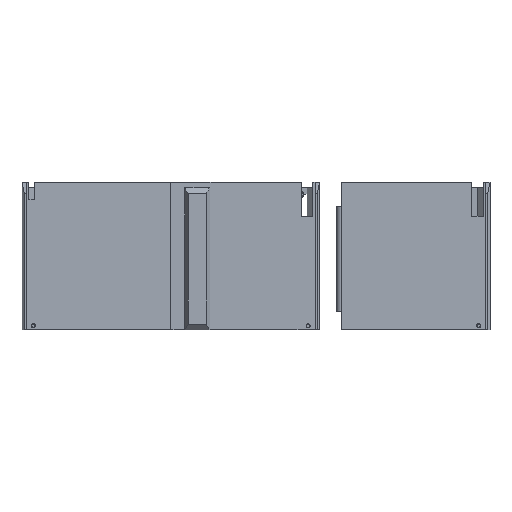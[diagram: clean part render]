
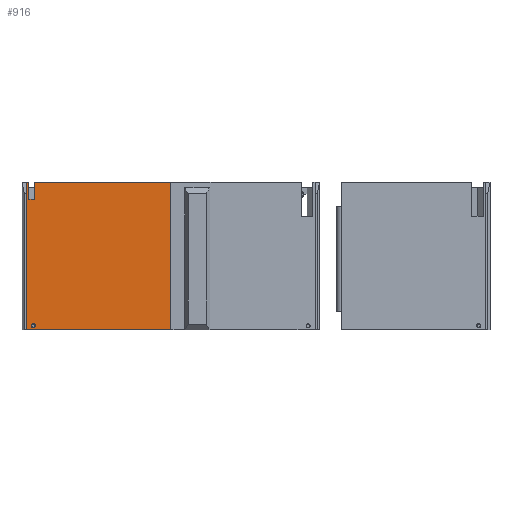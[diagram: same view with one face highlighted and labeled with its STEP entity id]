
A CAD part, top view. The second image highlights one B-rep face of the part: STEP entity #916.
In plain terms, the highlighted planar face has unit normal (0, 0, 1).
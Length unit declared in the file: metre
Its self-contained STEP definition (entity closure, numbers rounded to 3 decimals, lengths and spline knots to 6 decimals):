
#916 = ADVANCED_FACE( '', ( #2210, #2211 ), #2212, .F. );
#2210 = FACE_OUTER_BOUND( '', #3983, .T. );
#2211 = FACE_BOUND( '', #3984, .T. );
#2212 = PLANE( '', #3985 );
#3983 = EDGE_LOOP( '', ( #6534, #6535, #6536, #6537, #6538, #6539, #6540, #6541 ) );
#3984 = EDGE_LOOP( '', ( #6542 ) );
#3985 = AXIS2_PLACEMENT_3D( '', #6543, #6544, #6545 );
#6534 = ORIENTED_EDGE( '', *, *, #9655, .T. );
#6535 = ORIENTED_EDGE( '', *, *, #8959, .T. );
#6536 = ORIENTED_EDGE( '', *, *, #9656, .T. );
#6537 = ORIENTED_EDGE( '', *, *, #9463, .T. );
#6538 = ORIENTED_EDGE( '', *, *, #9221, .T. );
#6539 = ORIENTED_EDGE( '', *, *, #9657, .T. );
#6540 = ORIENTED_EDGE( '', *, *, #9658, .F. );
#6541 = ORIENTED_EDGE( '', *, *, #9659, .F. );
#6542 = ORIENTED_EDGE( '', *, *, #9660, .T. );
#6543 = CARTESIAN_POINT( '', ( -0.047571, 0.774616, 0.034 ) );
#6544 = DIRECTION( '', ( 0., 0., -1. ) );
#6545 = DIRECTION( '', ( 1., 0., 0. ) );
#8959 = EDGE_CURVE( '', #10469, #10467, #10470, .T. );
#9221 = EDGE_CURVE( '', #10914, #10749, #10919, .T. );
#9463 = EDGE_CURVE( '', #11313, #10914, #11314, .T. );
#9655 = EDGE_CURVE( '', #11607, #10469, #11608, .T. );
#9656 = EDGE_CURVE( '', #10467, #11313, #11609, .T. );
#9657 = EDGE_CURVE( '', #10749, #11610, #11611, .T. );
#9658 = EDGE_CURVE( '', #11612, #11610, #11613, .T. );
#9659 = EDGE_CURVE( '', #11607, #11612, #11614, .T. );
#9660 = EDGE_CURVE( '', #11615, #11615, #11616, .T. );
#10467 = VERTEX_POINT( '', #12665 );
#10469 = VERTEX_POINT( '', #12668 );
#10470 = LINE( '', #12669, #12670 );
#10749 = VERTEX_POINT( '', #13038 );
#10914 = VERTEX_POINT( '', #13257 );
#10919 = LINE( '', #13265, #13266 );
#11313 = VERTEX_POINT( '', #13766 );
#11314 = LINE( '', #13767, #13768 );
#11607 = VERTEX_POINT( '', #14154 );
#11608 = LINE( '', #14155, #14156 );
#11609 = LINE( '', #14157, #14158 );
#11610 = VERTEX_POINT( '', #14159 );
#11611 = LINE( '', #14160, #14161 );
#11612 = VERTEX_POINT( '', #14162 );
#11613 = LINE( '', #14163, #14164 );
#11614 = LINE( '', #14165, #14166 );
#11615 = VERTEX_POINT( '', #14167 );
#11616 = CIRCLE( '', #14168, 0.00175 );
#12665 = CARTESIAN_POINT( '', ( -0.104071, 0.258891, 0.034 ) );
#12668 = CARTESIAN_POINT( '', ( -0.104071, 0.273891, 0.034 ) );
#12669 = CARTESIAN_POINT( '', ( -0.104071, 0.266391, 0.034 ) );
#12670 = VECTOR( '', #15343, 1. );
#13038 = CARTESIAN_POINT( '', ( -0.111071, 0.273891, 0.034 ) );
#13257 = CARTESIAN_POINT( '', ( -0.109071, 0.273891, 0.034 ) );
#13265 = CARTESIAN_POINT( '', ( -0.047571, 0.273891, 0.034 ) );
#13266 = VECTOR( '', #15664, 1. );
#13766 = CARTESIAN_POINT( '', ( -0.109071, 0.258891, 0.034 ) );
#13767 = CARTESIAN_POINT( '', ( -0.109071, 0.271391, 0.034 ) );
#13768 = VECTOR( '', #15981, 1. );
#14154 = CARTESIAN_POINT( '', ( 0.015929, 0.273891, 0.034 ) );
#14155 = CARTESIAN_POINT( '', ( -0.047571, 0.273891, 0.034 ) );
#14156 = VECTOR( '', #16213, 1. );
#14157 = CARTESIAN_POINT( '', ( -0.106571, 0.258891, 0.034 ) );
#14158 = VECTOR( '', #16214, 1. );
#14159 = CARTESIAN_POINT( '', ( -0.111071, 0.143891, 0.034 ) );
#14160 = CARTESIAN_POINT( '', ( -0.111071, 0.774616, 0.034 ) );
#14161 = VECTOR( '', #16215, 1. );
#14162 = CARTESIAN_POINT( '', ( 0.015929, 0.143891, 0.034 ) );
#14163 = CARTESIAN_POINT( '', ( -0.047571, 0.143891, 0.034 ) );
#14164 = VECTOR( '', #16216, 1. );
#14165 = CARTESIAN_POINT( '', ( 0.015929, 0.774616, 0.034 ) );
#14166 = VECTOR( '', #16217, 1. );
#14167 = CARTESIAN_POINT( '', ( -0.106821, 0.147391, 0.034 ) );
#14168 = AXIS2_PLACEMENT_3D( '', #16218, #16219, #16220 );
#15343 = DIRECTION( '', ( 0., -1., 0. ) );
#15664 = DIRECTION( '', ( -1., 0., 0. ) );
#15981 = DIRECTION( '', ( 0., 1., 0. ) );
#16213 = DIRECTION( '', ( -1., 0., 0. ) );
#16214 = DIRECTION( '', ( -1., 0., 0. ) );
#16215 = DIRECTION( '', ( 0., -1., 0. ) );
#16216 = DIRECTION( '', ( -1., 0., 0. ) );
#16217 = DIRECTION( '', ( 0., -1., 0. ) );
#16218 = CARTESIAN_POINT( '', ( -0.105071, 0.147391, 0.034 ) );
#16219 = DIRECTION( '', ( 0., 0., -1. ) );
#16220 = DIRECTION( '', ( -1., 0., 0. ) );
